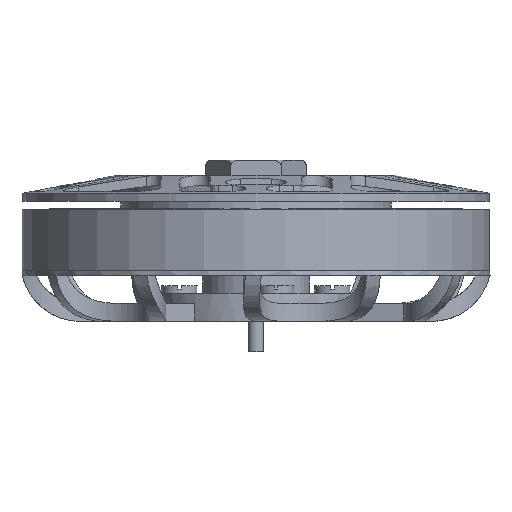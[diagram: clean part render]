
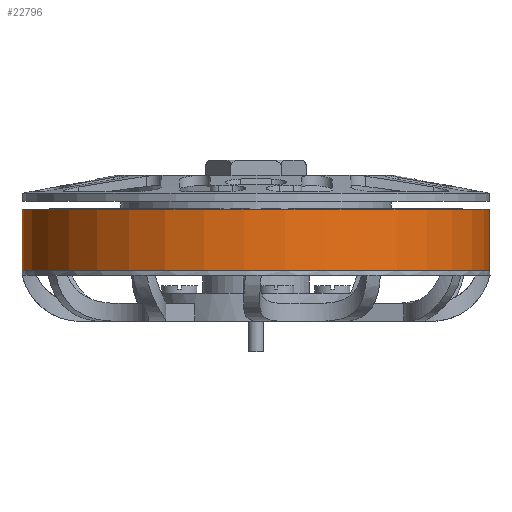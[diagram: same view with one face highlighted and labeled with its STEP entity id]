
A CAD part, front view. The second image highlights one B-rep face of the part: STEP entity #22796.
In plain terms, the highlighted cylindrical face has radius 45.9 mm (diameter 91.8 mm), a full revolution.
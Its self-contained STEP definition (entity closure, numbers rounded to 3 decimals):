
#2193=FACE_OUTER_BOUND('',#3363,.T.);
#3363=EDGE_LOOP('',(#18793,#18794,#18795,#18796,#18797,#18798));
#5181=LINE('',#38620,#7100);
#7100=VECTOR('',#30103,45.9);
#8066=CIRCLE('',#24381,45.9);
#8067=CIRCLE('',#24382,45.9);
#8228=CIRCLE('',#24858,45.9);
#8229=CIRCLE('',#24859,45.9);
#9743=VERTEX_POINT('',#37120);
#9744=VERTEX_POINT('',#37121);
#10139=VERTEX_POINT('',#38619);
#10140=VERTEX_POINT('',#38621);
#12349=EDGE_CURVE('',#9743,#9744,#8066,.T.);
#12350=EDGE_CURVE('',#9744,#9743,#8067,.T.);
#13137=EDGE_CURVE('',#9744,#10139,#5181,.T.);
#13138=EDGE_CURVE('',#10139,#10140,#8228,.T.);
#13139=EDGE_CURVE('',#10140,#10139,#8229,.T.);
#18793=ORIENTED_EDGE('',*,*,#12349,.F.);
#18794=ORIENTED_EDGE('',*,*,#12350,.F.);
#18795=ORIENTED_EDGE('',*,*,#13137,.T.);
#18796=ORIENTED_EDGE('',*,*,#13138,.T.);
#18797=ORIENTED_EDGE('',*,*,#13139,.T.);
#18798=ORIENTED_EDGE('',*,*,#13137,.F.);
#21201=CYLINDRICAL_SURFACE('',#24857,45.9);
#22796=ADVANCED_FACE('',(#2193),#21201,.T.);
#24381=AXIS2_PLACEMENT_3D('',#37122,#28523,#28524);
#24382=AXIS2_PLACEMENT_3D('',#37123,#28525,#28526);
#24857=AXIS2_PLACEMENT_3D('',#38618,#30101,#30102);
#24858=AXIS2_PLACEMENT_3D('',#38622,#30104,#30105);
#24859=AXIS2_PLACEMENT_3D('',#38623,#30106,#30107);
#28523=DIRECTION('center_axis',(0.,0.,1.));
#28524=DIRECTION('ref_axis',(1.,0.,0.));
#28525=DIRECTION('center_axis',(0.,0.,1.));
#28526=DIRECTION('ref_axis',(1.,0.,0.));
#30101=DIRECTION('center_axis',(0.,0.,1.));
#30102=DIRECTION('ref_axis',(1.,0.,0.));
#30103=DIRECTION('',(0.,0.,-1.));
#30104=DIRECTION('center_axis',(0.,0.,1.));
#30105=DIRECTION('ref_axis',(1.,0.,0.));
#30106=DIRECTION('center_axis',(0.,0.,1.));
#30107=DIRECTION('ref_axis',(1.,0.,0.));
#37120=CARTESIAN_POINT('',(45.9,0.,12.));
#37121=CARTESIAN_POINT('',(-45.9,0.,12.));
#37122=CARTESIAN_POINT('Origin',(0.,0.,12.));
#37123=CARTESIAN_POINT('Origin',(0.,0.,12.));
#38618=CARTESIAN_POINT('Origin',(0.,0.,0.));
#38619=CARTESIAN_POINT('',(-45.9,0.,0.));
#38620=CARTESIAN_POINT('',(-45.9,0.,0.));
#38621=CARTESIAN_POINT('',(45.9,0.,0.));
#38622=CARTESIAN_POINT('Origin',(0.,0.,0.));
#38623=CARTESIAN_POINT('Origin',(0.,0.,0.));
